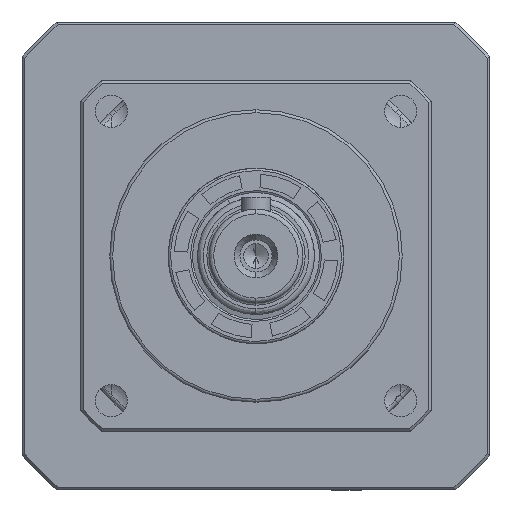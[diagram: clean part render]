
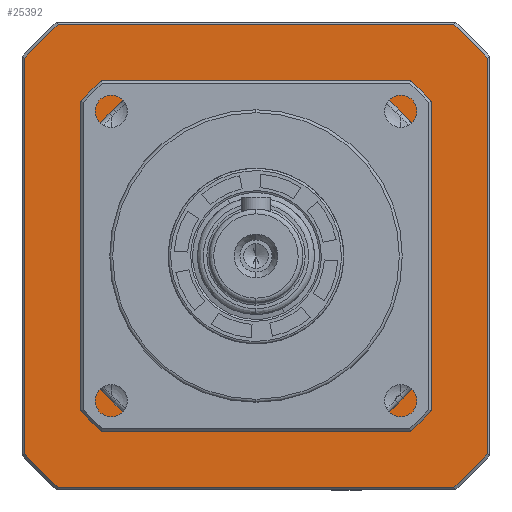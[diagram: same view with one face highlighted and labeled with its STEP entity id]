
A CAD part, left-side view. The second image highlights one B-rep face of the part: STEP entity #25392.
In plain terms, the highlighted planar face has unit normal (-1, 0, 0).
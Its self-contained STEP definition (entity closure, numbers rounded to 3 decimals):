
#185 = VERTEX_POINT ( 'NONE', #34712 ) ;
#282 = VECTOR ( 'NONE', #2443, 1000. ) ;
#1211 = VECTOR ( 'NONE', #26101, 1000. ) ;
#1564 = CIRCLE ( 'NONE', #15668, 52. ) ;
#1720 = CARTESIAN_POINT ( 'NONE',  ( 5.5, 30., -18.028 ) ) ;
#2114 = DIRECTION ( 'NONE',  ( -1., 0., 0. ) ) ;
#2145 = CARTESIAN_POINT ( 'NONE',  ( 5.5, -30., 18.028 ) ) ;
#2443 = DIRECTION ( 'NONE',  ( 0., 1., 0. ) ) ;
#2782 = CIRCLE ( 'NONE', #18502, 52. ) ;
#2945 = CARTESIAN_POINT ( 'NONE',  ( 5.5, 0., 0. ) ) ;
#3255 = CARTESIAN_POINT ( 'NONE',  ( 5.5, 0., 0. ) ) ;
#3466 = LINE ( 'NONE', #4205, #11679 ) ;
#3575 = ORIENTED_EDGE ( 'NONE', *, *, #28524, .F. ) ;
#3720 = CARTESIAN_POINT ( 'NONE',  ( 5.5, -35., 0. ) ) ;
#3751 = LINE ( 'NONE', #19357, #282 ) ;
#3946 = ORIENTED_EDGE ( 'NONE', *, *, #11994, .F. ) ;
#3976 = EDGE_LOOP ( 'NONE', ( #3575, #14729, #9606, #32414, #15844, #9705, #9752, #3946 ) ) ;
#4188 = DIRECTION ( 'NONE',  ( -1., 0., 0. ) ) ;
#4205 = CARTESIAN_POINT ( 'NONE',  ( 5.5, -35., -39.5 ) ) ;
#4721 = DIRECTION ( 'NONE',  ( 0., 0., 1. ) ) ;
#5028 = VERTEX_POINT ( 'NONE', #20028 ) ;
#5737 = CARTESIAN_POINT ( 'NONE',  ( 5.5, 30., 18.028 ) ) ;
#6489 = VERTEX_POINT ( 'NONE', #35607 ) ;
#6497 = EDGE_CURVE ( 'NONE', #8678, #18171, #3751, .T. ) ;
#7582 = CIRCLE ( 'NONE', #19393, 35. ) ;
#7890 = EDGE_CURVE ( 'NONE', #10707, #14793, #22243, .T. ) ;
#8227 = AXIS2_PLACEMENT_3D ( 'NONE', #30126, #18963, #27469 ) ;
#8678 = VERTEX_POINT ( 'NONE', #16554 ) ;
#9222 = LINE ( 'NONE', #34192, #25280 ) ;
#9606 = ORIENTED_EDGE ( 'NONE', *, *, #35373, .F. ) ;
#9705 = ORIENTED_EDGE ( 'NONE', *, *, #34931, .F. ) ;
#9752 = ORIENTED_EDGE ( 'NONE', *, *, #16522, .F. ) ;
#9883 = LINE ( 'NONE', #22290, #12931 ) ;
#9961 = DIRECTION ( 'NONE',  ( 0., -1., 0. ) ) ;
#9987 = CARTESIAN_POINT ( 'NONE',  ( 5.5, 39.5, 0. ) ) ;
#10038 = CARTESIAN_POINT ( 'NONE',  ( 5.5, 0., 0. ) ) ;
#10133 = VECTOR ( 'NONE', #4721, 1000. ) ;
#10304 = DIRECTION ( 'NONE',  ( -1., 0., 0. ) ) ;
#10687 = AXIS2_PLACEMENT_3D ( 'NONE', #31967, #17905, #23624 ) ;
#10707 = VERTEX_POINT ( 'NONE', #34150 ) ;
#11056 = DIRECTION ( 'NONE',  ( -1., 0., 0. ) ) ;
#11419 = EDGE_CURVE ( 'NONE', #12495, #10707, #9883, .T. ) ;
#11679 = VECTOR ( 'NONE', #9961, 1000. ) ;
#11832 = ORIENTED_EDGE ( 'NONE', *, *, #26183, .T. ) ;
#11994 = EDGE_CURVE ( 'NONE', #28780, #12804, #17765, .T. ) ;
#12241 = LINE ( 'NONE', #9987, #13099 ) ;
#12495 = VERTEX_POINT ( 'NONE', #26943 ) ;
#12707 = CARTESIAN_POINT ( 'NONE',  ( 5.5, -30., -30. ) ) ;
#12804 = VERTEX_POINT ( 'NONE', #5737 ) ;
#12931 = VECTOR ( 'NONE', #30283, 1000. ) ;
#13095 = DIRECTION ( 'NONE',  ( 0., 0., 1. ) ) ;
#13099 = VECTOR ( 'NONE', #15672, 1000. ) ;
#13300 = EDGE_LOOP ( 'NONE', ( #28099, #19960, #16854, #17202, #26305, #11832, #28139, #22475 ) ) ;
#13946 = VERTEX_POINT ( 'NONE', #34508 ) ;
#13962 = CARTESIAN_POINT ( 'NONE',  ( 5.5, 0., 0. ) ) ;
#14156 = CARTESIAN_POINT ( 'NONE',  ( 5.5, -39.5, -33.819 ) ) ;
#14729 = ORIENTED_EDGE ( 'NONE', *, *, #22095, .F. ) ;
#14793 = VERTEX_POINT ( 'NONE', #20641 ) ;
#15130 = DIRECTION ( 'NONE',  ( 0., 0., -1. ) ) ;
#15648 = VERTEX_POINT ( 'NONE', #14156 ) ;
#15668 = AXIS2_PLACEMENT_3D ( 'NONE', #13962, #11056, #30323 ) ;
#15672 = DIRECTION ( 'NONE',  ( 0., 0., -1. ) ) ;
#15844 = ORIENTED_EDGE ( 'NONE', *, *, #11419, .F. ) ;
#16255 = VERTEX_POINT ( 'NONE', #2145 ) ;
#16522 = EDGE_CURVE ( 'NONE', #12804, #23194, #9222, .T. ) ;
#16554 = CARTESIAN_POINT ( 'NONE',  ( 5.5, -33.819, 39.5 ) ) ;
#16854 = ORIENTED_EDGE ( 'NONE', *, *, #24062, .T. ) ;
#16902 = DIRECTION ( 'NONE',  ( -1., 0., 0. ) ) ;
#17202 = ORIENTED_EDGE ( 'NONE', *, *, #6497, .T. ) ;
#17505 = LINE ( 'NONE', #12707, #10133 ) ;
#17765 = CIRCLE ( 'NONE', #8227, 35. ) ;
#17905 = DIRECTION ( 'NONE',  ( -1., 0., 0. ) ) ;
#17959 = VECTOR ( 'NONE', #35204, 1000. ) ;
#18171 = VERTEX_POINT ( 'NONE', #33184 ) ;
#18502 = AXIS2_PLACEMENT_3D ( 'NONE', #32248, #2114, #13095 ) ;
#18573 = AXIS2_PLACEMENT_3D ( 'NONE', #18660, #10304, #21469 ) ;
#18660 = CARTESIAN_POINT ( 'NONE',  ( 5.5, 0., 0. ) ) ;
#18963 = DIRECTION ( 'NONE',  ( -1., 0., 0. ) ) ;
#19357 = CARTESIAN_POINT ( 'NONE',  ( 5.5, -35., 39.5 ) ) ;
#19393 = AXIS2_PLACEMENT_3D ( 'NONE', #2945, #30295, #25226 ) ;
#19829 = DIRECTION ( 'NONE',  ( 0., 0., 1. ) ) ;
#19960 = ORIENTED_EDGE ( 'NONE', *, *, #24370, .T. ) ;
#20028 = CARTESIAN_POINT ( 'NONE',  ( 5.5, 33.819, -39.5 ) ) ;
#20277 = PLANE ( 'NONE',  #20360 ) ;
#20360 = AXIS2_PLACEMENT_3D ( 'NONE', #3720, #4188, #29022 ) ;
#20517 = CARTESIAN_POINT ( 'NONE',  ( 5.5, -30., 30. ) ) ;
#20641 = CARTESIAN_POINT ( 'NONE',  ( 5.5, -30., -18.028 ) ) ;
#21201 = AXIS2_PLACEMENT_3D ( 'NONE', #10038, #32105, #34893 ) ;
#21469 = DIRECTION ( 'NONE',  ( 0., 0., 1. ) ) ;
#21668 = EDGE_CURVE ( 'NONE', #5028, #33044, #3466, .T. ) ;
#22095 = EDGE_CURVE ( 'NONE', #16255, #26838, #24213, .T. ) ;
#22243 = CIRCLE ( 'NONE', #18573, 35. ) ;
#22290 = CARTESIAN_POINT ( 'NONE',  ( 5.5, -30., -30. ) ) ;
#22354 = CIRCLE ( 'NONE', #10687, 52. ) ;
#22475 = ORIENTED_EDGE ( 'NONE', *, *, #21668, .T. ) ;
#22624 = CARTESIAN_POINT ( 'NONE',  ( 5.5, 18.028, 30. ) ) ;
#23194 = VERTEX_POINT ( 'NONE', #1720 ) ;
#23624 = DIRECTION ( 'NONE',  ( 0., 0., 1. ) ) ;
#23837 = CARTESIAN_POINT ( 'NONE',  ( 5.5, -39.5, 0. ) ) ;
#24062 = EDGE_CURVE ( 'NONE', #6489, #8678, #1564, .T. ) ;
#24213 = CIRCLE ( 'NONE', #21201, 35. ) ;
#24370 = EDGE_CURVE ( 'NONE', #15648, #6489, #34457, .T. ) ;
#25062 = EDGE_CURVE ( 'NONE', #18171, #185, #2782, .T. ) ;
#25226 = DIRECTION ( 'NONE',  ( 0., 0., 1. ) ) ;
#25280 = VECTOR ( 'NONE', #15130, 1000. ) ;
#25332 = CIRCLE ( 'NONE', #34738, 52. ) ;
#25392 = ADVANCED_FACE ( 'NONE', ( #33088, #25745 ), #20277, .T. ) ;
#25745 = FACE_OUTER_BOUND ( 'NONE', #13300, .T. ) ;
#26101 = DIRECTION ( 'NONE',  ( 0., 1., 0. ) ) ;
#26183 = EDGE_CURVE ( 'NONE', #185, #13946, #12241, .T. ) ;
#26305 = ORIENTED_EDGE ( 'NONE', *, *, #25062, .T. ) ;
#26838 = VERTEX_POINT ( 'NONE', #29716 ) ;
#26943 = CARTESIAN_POINT ( 'NONE',  ( 5.5, 18.028, -30. ) ) ;
#27469 = DIRECTION ( 'NONE',  ( 0., 0., 1. ) ) ;
#28099 = ORIENTED_EDGE ( 'NONE', *, *, #30309, .T. ) ;
#28139 = ORIENTED_EDGE ( 'NONE', *, *, #35599, .T. ) ;
#28524 = EDGE_CURVE ( 'NONE', #26838, #28780, #32801, .T. ) ;
#28780 = VERTEX_POINT ( 'NONE', #22624 ) ;
#29022 = DIRECTION ( 'NONE',  ( 0., 0., 1. ) ) ;
#29479 = CARTESIAN_POINT ( 'NONE',  ( 5.5, -33.819, -39.5 ) ) ;
#29716 = CARTESIAN_POINT ( 'NONE',  ( 5.5, -18.028, 30. ) ) ;
#30126 = CARTESIAN_POINT ( 'NONE',  ( 5.5, 0., 0. ) ) ;
#30283 = DIRECTION ( 'NONE',  ( 0., -1., 0. ) ) ;
#30295 = DIRECTION ( 'NONE',  ( -1., 0., 0. ) ) ;
#30309 = EDGE_CURVE ( 'NONE', #33044, #15648, #22354, .T. ) ;
#30323 = DIRECTION ( 'NONE',  ( 0., 0., 1. ) ) ;
#31967 = CARTESIAN_POINT ( 'NONE',  ( 5.5, 0., 0. ) ) ;
#32105 = DIRECTION ( 'NONE',  ( -1., 0., 0. ) ) ;
#32248 = CARTESIAN_POINT ( 'NONE',  ( 5.5, 0., 0. ) ) ;
#32414 = ORIENTED_EDGE ( 'NONE', *, *, #7890, .F. ) ;
#32801 = LINE ( 'NONE', #20517, #1211 ) ;
#33044 = VERTEX_POINT ( 'NONE', #29479 ) ;
#33088 = FACE_BOUND ( 'NONE', #3976, .T. ) ;
#33184 = CARTESIAN_POINT ( 'NONE',  ( 5.5, 33.819, 39.5 ) ) ;
#34150 = CARTESIAN_POINT ( 'NONE',  ( 5.5, -18.028, -30. ) ) ;
#34192 = CARTESIAN_POINT ( 'NONE',  ( 5.5, 30., -30. ) ) ;
#34457 = LINE ( 'NONE', #23837, #17959 ) ;
#34508 = CARTESIAN_POINT ( 'NONE',  ( 5.5, 39.5, -33.819 ) ) ;
#34712 = CARTESIAN_POINT ( 'NONE',  ( 5.5, 39.5, 33.819 ) ) ;
#34738 = AXIS2_PLACEMENT_3D ( 'NONE', #3255, #16902, #19829 ) ;
#34893 = DIRECTION ( 'NONE',  ( 0., 0., 1. ) ) ;
#34931 = EDGE_CURVE ( 'NONE', #23194, #12495, #7582, .T. ) ;
#35204 = DIRECTION ( 'NONE',  ( 0., 0., 1. ) ) ;
#35373 = EDGE_CURVE ( 'NONE', #14793, #16255, #17505, .T. ) ;
#35599 = EDGE_CURVE ( 'NONE', #13946, #5028, #25332, .T. ) ;
#35607 = CARTESIAN_POINT ( 'NONE',  ( 5.5, -39.5, 33.819 ) ) ;
